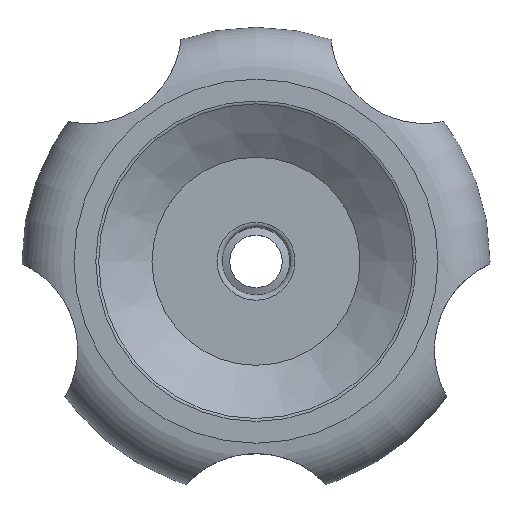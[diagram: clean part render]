
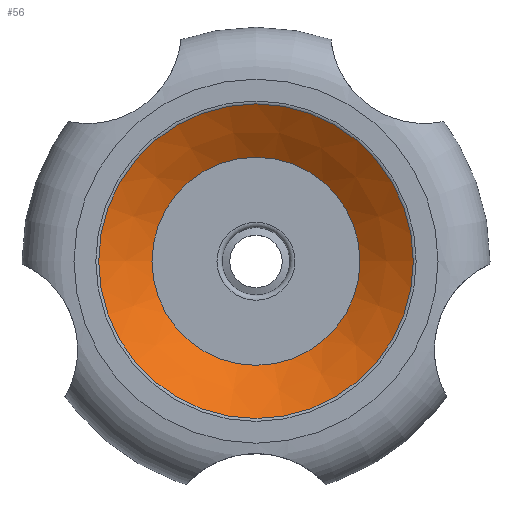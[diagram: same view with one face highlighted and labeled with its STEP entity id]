
A CAD part, top view. The second image highlights one B-rep face of the part: STEP entity #56.
In plain terms, the highlighted conical face has half-angle 56.31 degrees and reference radius 30.5 mm.
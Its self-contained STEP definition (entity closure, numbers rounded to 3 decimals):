
#56 = ADVANCED_FACE( '', ( #131, #132 ), #133, .F. );
#131 = FACE_OUTER_BOUND( '', #242, .T. );
#132 = FACE_BOUND( '', #243, .T. );
#133 = CONICAL_SURFACE( '', #244, 30.5, 0.983 );
#242 = EDGE_LOOP( '', ( #353 ) );
#243 = EDGE_LOOP( '', ( #354 ) );
#244 = AXIS2_PLACEMENT_3D( '', #355, #356, #357 );
#353 = ORIENTED_EDGE( '', *, *, #500, .T. );
#354 = ORIENTED_EDGE( '', *, *, #501, .F. );
#355 = CARTESIAN_POINT( '', ( 0., 0., 52. ) );
#356 = DIRECTION( '', ( 0., 0., 1. ) );
#357 = DIRECTION( '', ( 1., 0., 0. ) );
#500 = EDGE_CURVE( '', #558, #558, #559, .F. );
#501 = EDGE_CURVE( '', #560, #560, #561, .T. );
#558 = VERTEX_POINT( '', #636 );
#559 = CIRCLE( '', #637, 30.248 );
#560 = VERTEX_POINT( '', #638 );
#561 = CIRCLE( '', #639, 20. );
#636 = CARTESIAN_POINT( '', ( -30.248, 0., 51.832 ) );
#637 = AXIS2_PLACEMENT_3D( '', #1243, #1244, #1245 );
#638 = CARTESIAN_POINT( '', ( 20., 0., 45. ) );
#639 = AXIS2_PLACEMENT_3D( '', #1246, #1247, #1248 );
#1243 = CARTESIAN_POINT( '', ( 0., 0., 51.832 ) );
#1244 = DIRECTION( '', ( 0., 0., -1. ) );
#1245 = DIRECTION( '', ( -1., 0., 0. ) );
#1246 = CARTESIAN_POINT( '', ( 0., 0., 45. ) );
#1247 = DIRECTION( '', ( 0., 0., 1. ) );
#1248 = DIRECTION( '', ( 1., 0., 0. ) );
